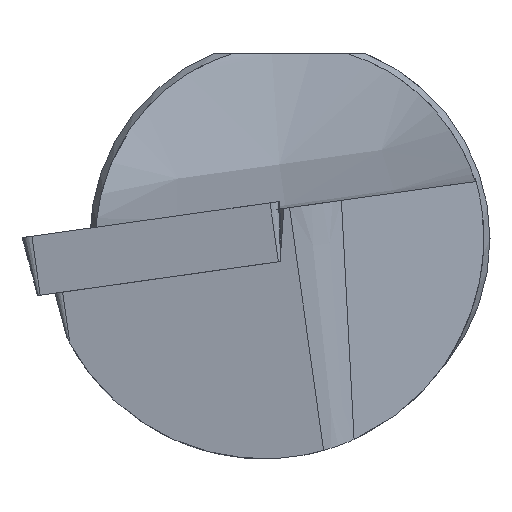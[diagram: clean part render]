
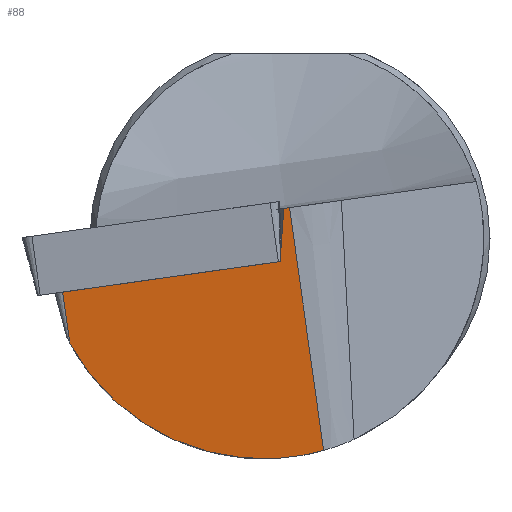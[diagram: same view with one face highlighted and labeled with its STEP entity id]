
A CAD part, left-side view. The second image highlights one B-rep face of the part: STEP entity #88.
In plain terms, the highlighted planar face has unit normal (-0.993, -0.017, -0.121).
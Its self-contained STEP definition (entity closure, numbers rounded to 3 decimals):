
#88=ADVANCED_FACE('',(#136),#120,.T.);
#120=PLANE('',#592);
#136=FACE_OUTER_BOUND('',#167,.T.);
#167=EDGE_LOOP('',(#232,#233,#234,#235,#236,#237));
#220=ELLIPSE('',#591,8.866,8.8);
#232=ORIENTED_EDGE('',*,*,#442,.F.);
#233=ORIENTED_EDGE('',*,*,#443,.F.);
#234=ORIENTED_EDGE('',*,*,#444,.F.);
#235=ORIENTED_EDGE('',*,*,#445,.T.);
#236=ORIENTED_EDGE('',*,*,#446,.T.);
#237=ORIENTED_EDGE('',*,*,#447,.F.);
#390=VERTEX_POINT('',#819);
#391=VERTEX_POINT('',#820);
#392=VERTEX_POINT('',#822);
#393=VERTEX_POINT('',#824);
#394=VERTEX_POINT('',#826);
#395=VERTEX_POINT('',#828);
#442=EDGE_CURVE('',#390,#391,#517,.T.);
#443=EDGE_CURVE('',#392,#390,#518,.T.);
#444=EDGE_CURVE('',#393,#392,#519,.T.);
#445=EDGE_CURVE('',#393,#394,#220,.T.);
#446=EDGE_CURVE('',#394,#395,#520,.T.);
#447=EDGE_CURVE('',#391,#395,#521,.T.);
#517=LINE('',#818,#554);
#518=LINE('',#821,#555);
#519=LINE('',#823,#556);
#520=LINE('',#827,#557);
#521=LINE('',#829,#558);
#554=VECTOR('',#654,1.);
#555=VECTOR('',#655,1.);
#556=VECTOR('',#656,1.);
#557=VECTOR('',#659,1.);
#558=VECTOR('',#660,1.);
#591=AXIS2_PLACEMENT_3D('',#825,#657,#658);
#592=AXIS2_PLACEMENT_3D('',#830,#661,#662);
#654=DIRECTION('',(-0.119,-0.069,0.99));
#655=DIRECTION('',(0.,-0.99,0.139));
#656=DIRECTION('',(-0.122,0.138,0.983));
#657=DIRECTION('',(-0.993,-0.017,-0.121));
#658=DIRECTION('',(0.122,-0.138,-0.983));
#659=DIRECTION('',(-0.122,0.138,0.983));
#660=DIRECTION('',(0.,-0.99,0.139));
#661=DIRECTION('',(-0.993,-0.017,-0.121));
#662=DIRECTION('',(-0.121,0.,0.993));
#818=CARTESIAN_POINT('',(0.429,0.356,-0.384));
#819=CARTESIAN_POINT('',(0.492,0.393,-0.913));
#820=CARTESIAN_POINT('',(0.237,0.244,1.209));
#821=CARTESIAN_POINT('',(0.492,9.085,-2.134));
#822=CARTESIAN_POINT('',(0.492,9.085,-2.134));
#823=CARTESIAN_POINT('',(0.2,9.416,0.223));
#824=CARTESIAN_POINT('',(0.745,8.799,-4.171));
#825=CARTESIAN_POINT('',(0.37,1.05,0.));
#826=CARTESIAN_POINT('',(1.44,-1.349,-8.467));
#827=CARTESIAN_POINT('',(0.2,0.057,1.538));
#828=CARTESIAN_POINT('',(0.237,0.016,1.241));
#829=CARTESIAN_POINT('',(0.237,9.375,-0.075));
#830=CARTESIAN_POINT('',(0.2,9.416,0.223));
